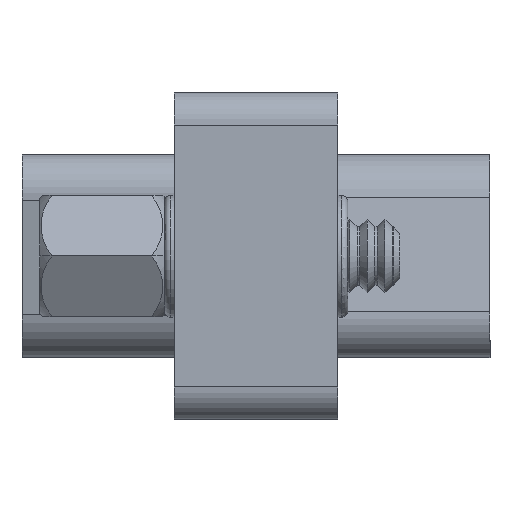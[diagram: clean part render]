
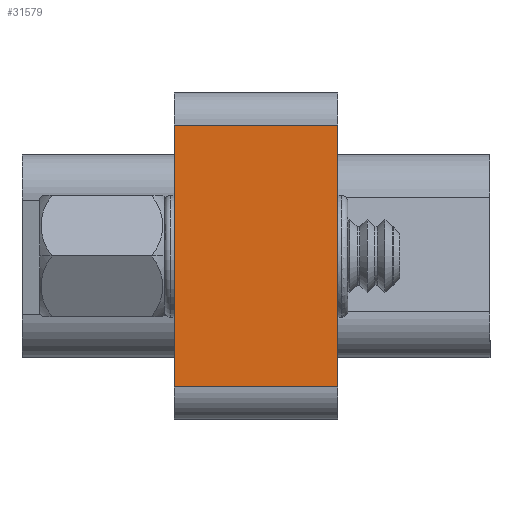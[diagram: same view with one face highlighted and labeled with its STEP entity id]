
A CAD part, left-side view. The second image highlights one B-rep face of the part: STEP entity #31579.
In plain terms, the highlighted planar face has unit normal (-1, 0, 0).
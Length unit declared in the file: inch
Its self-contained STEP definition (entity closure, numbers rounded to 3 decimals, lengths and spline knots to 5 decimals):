
#1244 = CARTESIAN_POINT ( 'NONE',  ( -0.625, 0.125, -0.2 ) ) ;
#1250 = CARTESIAN_POINT ( 'NONE',  ( -0.625, 0.125, 0.2 ) ) ;
#1251 = DIRECTION ( 'NONE',  ( 0., 0., 1. ) ) ;
#1252 = VECTOR ( 'NONE', #1251, 39.37008 ) ;
#1253 = CARTESIAN_POINT ( 'NONE',  ( -0.625, 0.125, 0.25 ) ) ;
#1254 = LINE ( 'NONE', #1253, #1252 ) ;
#4395 = EDGE_CURVE ( 'NONE', #4399, #4396, #1254, .T. ) ;
#4396 = VERTEX_POINT ( 'NONE', #1250 ) ;
#4399 = VERTEX_POINT ( 'NONE', #1244 ) ;
#13669 = FACE_OUTER_BOUND ( 'NONE', #31580, .T. ) ;
#13752 = DIRECTION ( 'NONE',  ( 0., 0., -1. ) ) ;
#13753 = DIRECTION ( 'NONE',  ( 1., 0., 0. ) ) ;
#13754 = CARTESIAN_POINT ( 'NONE',  ( -0.625, 0.125, 0.25 ) ) ;
#13755 = AXIS2_PLACEMENT_3D ( 'NONE', #13754, #13753, #13752 ) ;
#13756 = PLANE ( 'NONE',  #13755 ) ;
#13821 = DIRECTION ( 'NONE',  ( 0., -1., 0. ) ) ;
#13822 = VECTOR ( 'NONE', #13821, 39.37008 ) ;
#13824 = CARTESIAN_POINT ( 'NONE',  ( -0.625, 0.125, -0.2 ) ) ;
#13826 = LINE ( 'NONE', #13824, #13822 ) ;
#13831 = DIRECTION ( 'NONE',  ( 0., 1., 0. ) ) ;
#13833 = VECTOR ( 'NONE', #13831, 39.37008 ) ;
#13835 = CARTESIAN_POINT ( 'NONE',  ( -0.625, 0.125, 0.2 ) ) ;
#13836 = LINE ( 'NONE', #13835, #13833 ) ;
#13839 = CARTESIAN_POINT ( 'NONE',  ( -0.625, -0.125, 0.2 ) ) ;
#13842 = CARTESIAN_POINT ( 'NONE',  ( -0.625, -0.125, -0.2 ) ) ;
#13845 = DIRECTION ( 'NONE',  ( 0., 0., 1. ) ) ;
#13846 = VECTOR ( 'NONE', #13845, 39.37008 ) ;
#13847 = CARTESIAN_POINT ( 'NONE',  ( -0.625, -0.125, 0.25 ) ) ;
#13848 = LINE ( 'NONE', #13847, #13846 ) ;
#31579 = ADVANCED_FACE ( 'NONE', ( #13669 ), #13756, .F. ) ;
#31580 = EDGE_LOOP ( 'NONE', ( #31581, #31586, #31588, #31589 ) ) ;
#31581 = ORIENTED_EDGE ( 'NONE', *, *, #31583, .T. ) ;
#31583 = EDGE_CURVE ( 'NONE', #31584, #31585, #13848, .T. ) ;
#31584 = VERTEX_POINT ( 'NONE', #13842 ) ;
#31585 = VERTEX_POINT ( 'NONE', #13839 ) ;
#31586 = ORIENTED_EDGE ( 'NONE', *, *, #31587, .T. ) ;
#31587 = EDGE_CURVE ( 'NONE', #31585, #4396, #13836, .T. ) ;
#31588 = ORIENTED_EDGE ( 'NONE', *, *, #4395, .F. ) ;
#31589 = ORIENTED_EDGE ( 'NONE', *, *, #31590, .T. ) ;
#31590 = EDGE_CURVE ( 'NONE', #4399, #31584, #13826, .T. ) ;
